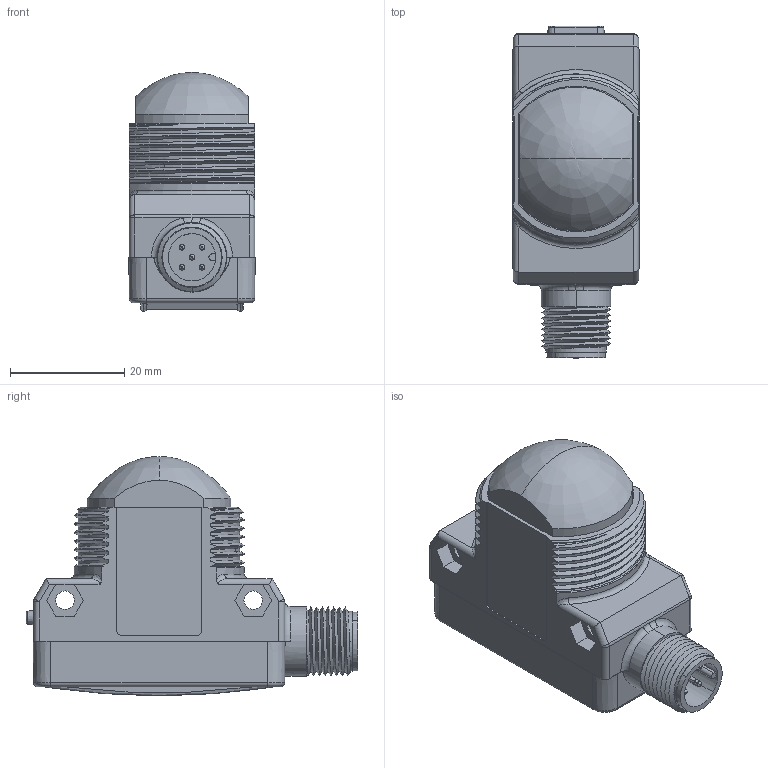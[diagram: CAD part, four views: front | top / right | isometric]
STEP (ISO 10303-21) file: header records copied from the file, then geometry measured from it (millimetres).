
FILE_DESCRIPTION((''),'2;1');
FILE_NAME('140600_SW','2008-06-02T',('banengservice'),('BANNER ENGINEERING'),'PRO/ENGINEER BY PARAMETRIC TECHNOLOGY CORPORATION, 2006170','PRO/ENGINEER BY PARAMETRIC TECHNOLOGY CORPORATION, 2006170','');
FILE_SCHEMA(('CONFIG_CONTROL_DESIGN'));
Length unit declared in the file: inch
Products named in the file (1): 140600_SW
Bounding box: 22.14 x 58.18 x 41.9 mm (x, y, z)
Volume: 28512.8 mm3; surface area: 8260.1 mm2
Topology: 1 solids, 1 shells, 340 faces, 866 edges, 539 vertices
Faces by surface type: plane 111, cylinder 111, bspline 69, torus 27, cone 14, sphere 6, revolution 2
Entity records: 16976 total; most frequent: CARTESIAN_POINT 9232, ORIENTED_EDGE 1724, DIRECTION 1418, EDGE_CURVE 862, VERTEX_POINT 539, AXIS2_PLACEMENT_3D 509, VECTOR 398, LINE 398
